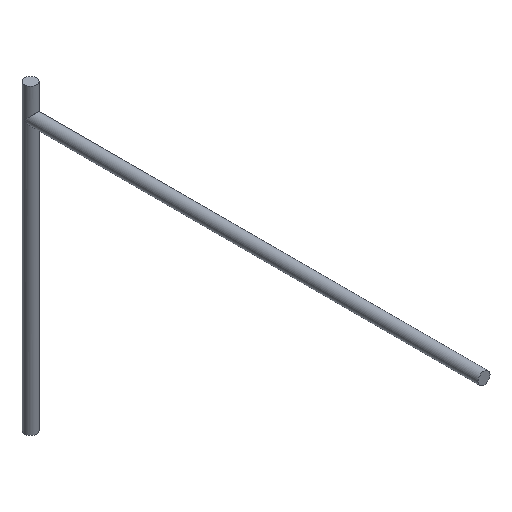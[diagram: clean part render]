
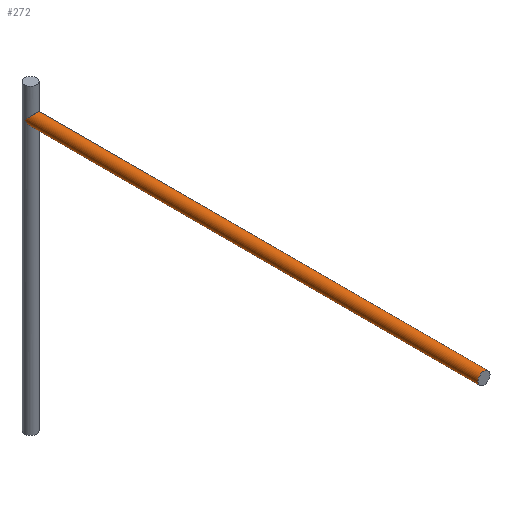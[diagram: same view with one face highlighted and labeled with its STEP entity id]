
A CAD part, isometric view. The second image highlights one B-rep face of the part: STEP entity #272.
In plain terms, the highlighted cylindrical face has radius 2 mm (diameter 4 mm), a full revolution.
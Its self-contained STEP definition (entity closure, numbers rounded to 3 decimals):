
#22 = VERTEX_POINT('',#23);
#23 = CARTESIAN_POINT('',(2.,0.,40.));
#32 = CYLINDRICAL_SURFACE('',#33,2.);
#33 = AXIS2_PLACEMENT_3D('',#34,#35,#36);
#34 = CARTESIAN_POINT('',(0.,0.,-50.));
#35 = DIRECTION('',(-0.,-0.,1.));
#36 = DIRECTION('',(1.,-0.,-0.));
#140 = EDGE_CURVE('',#22,#141,#143,.T.);
#141 = VERTEX_POINT('',#142);
#142 = CARTESIAN_POINT('',(-2.,0.,40.));
#143 = SURFACE_CURVE('',#144,(#149,#169),.PCURVE_S1.);
#144 = ELLIPSE('',#145,2.828,2.);
#145 = AXIS2_PLACEMENT_3D('',#146,#147,#148);
#146 = CARTESIAN_POINT('',(0.,0.,40.));
#147 = DIRECTION('',(0.,0.707,-0.707));
#148 = DIRECTION('',(-0.,0.707,0.707));
#149 = PCURVE('',#32,#150);
#150 = DEFINITIONAL_REPRESENTATION('',(#151),#168);
#151 = B_SPLINE_CURVE_WITH_KNOTS('',8,(#152,#153,#154,#155,#156,#157,
    #158,#159,#160,#161,#162,#163,#164,#165,#166,#167),.UNSPECIFIED.,.F.
  ,.F.,(9,7,9),(1.571,3.142,4.712),
  .UNSPECIFIED.);
#152 = CARTESIAN_POINT('',(0.,90.));
#153 = CARTESIAN_POINT('',(-0.196,89.607));
#154 = CARTESIAN_POINT('',(-0.393,89.215));
#155 = CARTESIAN_POINT('',(-0.589,88.845));
#156 = CARTESIAN_POINT('',(-0.785,88.521));
#157 = CARTESIAN_POINT('',(-0.982,88.264));
#158 = CARTESIAN_POINT('',(-1.178,88.088));
#159 = CARTESIAN_POINT('',(-1.374,88.));
#160 = CARTESIAN_POINT('',(-1.767,88.));
#161 = CARTESIAN_POINT('',(-1.963,88.088));
#162 = CARTESIAN_POINT('',(-2.16,88.264));
#163 = CARTESIAN_POINT('',(-2.356,88.521));
#164 = CARTESIAN_POINT('',(-2.553,88.845));
#165 = CARTESIAN_POINT('',(-2.749,89.215));
#166 = CARTESIAN_POINT('',(-2.945,89.607));
#167 = CARTESIAN_POINT('',(-3.142,90.));
#168 = ( GEOMETRIC_REPRESENTATION_CONTEXT(2) 
PARAMETRIC_REPRESENTATION_CONTEXT() REPRESENTATION_CONTEXT('2D SPACE',''
  ) );
#169 = PCURVE('',#170,#175);
#170 = CYLINDRICAL_SURFACE('',#171,2.);
#171 = AXIS2_PLACEMENT_3D('',#172,#173,#174);
#172 = CARTESIAN_POINT('',(0.,0.,40.));
#173 = DIRECTION('',(-0.,-1.,0.));
#174 = DIRECTION('',(1.,-0.,-0.));
#175 = DEFINITIONAL_REPRESENTATION('',(#176),#193);
#176 = B_SPLINE_CURVE_WITH_KNOTS('',8,(#177,#178,#179,#180,#181,#182,
    #183,#184,#185,#186,#187,#188,#189,#190,#191,#192),.UNSPECIFIED.,.F.
  ,.F.,(9,7,9),(1.571,3.142,4.712),
  .UNSPECIFIED.);
#177 = CARTESIAN_POINT('',(0.,0.));
#178 = CARTESIAN_POINT('',(-0.196,0.393));
#179 = CARTESIAN_POINT('',(-0.393,0.785));
#180 = CARTESIAN_POINT('',(-0.589,1.155));
#181 = CARTESIAN_POINT('',(-0.785,1.479));
#182 = CARTESIAN_POINT('',(-0.982,1.736));
#183 = CARTESIAN_POINT('',(-1.178,1.912));
#184 = CARTESIAN_POINT('',(-1.374,2.));
#185 = CARTESIAN_POINT('',(-1.767,2.));
#186 = CARTESIAN_POINT('',(-1.963,1.912));
#187 = CARTESIAN_POINT('',(-2.16,1.736));
#188 = CARTESIAN_POINT('',(-2.356,1.479));
#189 = CARTESIAN_POINT('',(-2.553,1.155));
#190 = CARTESIAN_POINT('',(-2.749,0.785));
#191 = CARTESIAN_POINT('',(-2.945,0.393));
#192 = CARTESIAN_POINT('',(-3.142,0.));
#193 = ( GEOMETRIC_REPRESENTATION_CONTEXT(2) 
PARAMETRIC_REPRESENTATION_CONTEXT() REPRESENTATION_CONTEXT('2D SPACE',''
  ) );
#195 = EDGE_CURVE('',#22,#196,#198,.T.);
#196 = VERTEX_POINT('',#197);
#197 = CARTESIAN_POINT('',(0.,-2.,42.));
#198 = SURFACE_CURVE('',#199,(#204,#217),.PCURVE_S1.);
#199 = ELLIPSE('',#200,2.828,2.);
#200 = AXIS2_PLACEMENT_3D('',#201,#202,#203);
#201 = CARTESIAN_POINT('',(0.,0.,40.));
#202 = DIRECTION('',(0.,-0.707,-0.707));
#203 = DIRECTION('',(-0.,-0.707,0.707));
#204 = PCURVE('',#32,#205);
#205 = DEFINITIONAL_REPRESENTATION('',(#206),#216);
#206 = B_SPLINE_CURVE_WITH_KNOTS('',8,(#207,#208,#209,#210,#211,#212,
    #213,#214,#215),.UNSPECIFIED.,.F.,.F.,(9,9),(4.712,
    6.283),.PIECEWISE_BEZIER_KNOTS.);
#207 = CARTESIAN_POINT('',(0.,90.));
#208 = CARTESIAN_POINT('',(-0.196,90.393));
#209 = CARTESIAN_POINT('',(-0.393,90.785));
#210 = CARTESIAN_POINT('',(-0.589,91.155));
#211 = CARTESIAN_POINT('',(-0.785,91.479));
#212 = CARTESIAN_POINT('',(-0.982,91.736));
#213 = CARTESIAN_POINT('',(-1.178,91.912));
#214 = CARTESIAN_POINT('',(-1.374,92.));
#215 = CARTESIAN_POINT('',(-1.571,92.));
#216 = ( GEOMETRIC_REPRESENTATION_CONTEXT(2) 
PARAMETRIC_REPRESENTATION_CONTEXT() REPRESENTATION_CONTEXT('2D SPACE',''
  ) );
#217 = PCURVE('',#170,#218);
#218 = DEFINITIONAL_REPRESENTATION('',(#219),#229);
#219 = B_SPLINE_CURVE_WITH_KNOTS('',8,(#220,#221,#222,#223,#224,#225,
    #226,#227,#228),.UNSPECIFIED.,.F.,.F.,(9,9),(4.712,
    6.283),.PIECEWISE_BEZIER_KNOTS.);
#220 = CARTESIAN_POINT('',(-6.283,0.));
#221 = CARTESIAN_POINT('',(-6.087,0.393));
#222 = CARTESIAN_POINT('',(-5.89,0.785));
#223 = CARTESIAN_POINT('',(-5.694,1.155));
#224 = CARTESIAN_POINT('',(-5.498,1.479));
#225 = CARTESIAN_POINT('',(-5.301,1.736));
#226 = CARTESIAN_POINT('',(-5.105,1.912));
#227 = CARTESIAN_POINT('',(-4.909,2.));
#228 = CARTESIAN_POINT('',(-4.712,2.));
#229 = ( GEOMETRIC_REPRESENTATION_CONTEXT(2) 
PARAMETRIC_REPRESENTATION_CONTEXT() REPRESENTATION_CONTEXT('2D SPACE',''
  ) );
#231 = EDGE_CURVE('',#196,#141,#232,.T.);
#232 = SURFACE_CURVE('',#233,(#238,#251),.PCURVE_S1.);
#233 = ELLIPSE('',#234,2.828,2.);
#234 = AXIS2_PLACEMENT_3D('',#235,#236,#237);
#235 = CARTESIAN_POINT('',(0.,0.,40.));
#236 = DIRECTION('',(0.,-0.707,-0.707));
#237 = DIRECTION('',(-0.,-0.707,0.707));
#238 = PCURVE('',#32,#239);
#239 = DEFINITIONAL_REPRESENTATION('',(#240),#250);
#240 = B_SPLINE_CURVE_WITH_KNOTS('',8,(#241,#242,#243,#244,#245,#246,
    #247,#248,#249),.UNSPECIFIED.,.F.,.F.,(9,9),(0.,1.571),
  .PIECEWISE_BEZIER_KNOTS.);
#241 = CARTESIAN_POINT('',(-1.571,92.));
#242 = CARTESIAN_POINT('',(-1.767,92.));
#243 = CARTESIAN_POINT('',(-1.963,91.912));
#244 = CARTESIAN_POINT('',(-2.16,91.736));
#245 = CARTESIAN_POINT('',(-2.356,91.479));
#246 = CARTESIAN_POINT('',(-2.553,91.155));
#247 = CARTESIAN_POINT('',(-2.749,90.785));
#248 = CARTESIAN_POINT('',(-2.945,90.393));
#249 = CARTESIAN_POINT('',(-3.142,90.));
#250 = ( GEOMETRIC_REPRESENTATION_CONTEXT(2) 
PARAMETRIC_REPRESENTATION_CONTEXT() REPRESENTATION_CONTEXT('2D SPACE',''
  ) );
#251 = PCURVE('',#170,#252);
#252 = DEFINITIONAL_REPRESENTATION('',(#253),#263);
#253 = B_SPLINE_CURVE_WITH_KNOTS('',8,(#254,#255,#256,#257,#258,#259,
    #260,#261,#262),.UNSPECIFIED.,.F.,.F.,(9,9),(0.,1.571),
  .PIECEWISE_BEZIER_KNOTS.);
#254 = CARTESIAN_POINT('',(-4.712,2.));
#255 = CARTESIAN_POINT('',(-4.516,2.));
#256 = CARTESIAN_POINT('',(-4.32,1.912));
#257 = CARTESIAN_POINT('',(-4.123,1.736));
#258 = CARTESIAN_POINT('',(-3.927,1.479));
#259 = CARTESIAN_POINT('',(-3.731,1.155));
#260 = CARTESIAN_POINT('',(-3.534,0.785));
#261 = CARTESIAN_POINT('',(-3.338,0.393));
#262 = CARTESIAN_POINT('',(-3.142,0.));
#263 = ( GEOMETRIC_REPRESENTATION_CONTEXT(2) 
PARAMETRIC_REPRESENTATION_CONTEXT() REPRESENTATION_CONTEXT('2D SPACE',''
  ) );
#272 = ADVANCED_FACE('',(#273),#170,.T.);
#273 = FACE_BOUND('',#274,.F.);
#274 = EDGE_LOOP('',(#275,#298,#329,#330,#331,#332));
#275 = ORIENTED_EDGE('',*,*,#276,.T.);
#276 = EDGE_CURVE('',#22,#277,#279,.T.);
#277 = VERTEX_POINT('',#278);
#278 = CARTESIAN_POINT('',(2.,-150.,40.));
#279 = SEAM_CURVE('',#280,(#284,#291),.PCURVE_S1.);
#280 = LINE('',#281,#282);
#281 = CARTESIAN_POINT('',(2.,0.,40.));
#282 = VECTOR('',#283,1.);
#283 = DIRECTION('',(-0.,-1.,0.));
#284 = PCURVE('',#170,#285);
#285 = DEFINITIONAL_REPRESENTATION('',(#286),#290);
#286 = LINE('',#287,#288);
#287 = CARTESIAN_POINT('',(-6.283,0.));
#288 = VECTOR('',#289,1.);
#289 = DIRECTION('',(-0.,1.));
#290 = ( GEOMETRIC_REPRESENTATION_CONTEXT(2) 
PARAMETRIC_REPRESENTATION_CONTEXT() REPRESENTATION_CONTEXT('2D SPACE',''
  ) );
#291 = PCURVE('',#170,#292);
#292 = DEFINITIONAL_REPRESENTATION('',(#293),#297);
#293 = LINE('',#294,#295);
#294 = CARTESIAN_POINT('',(0.,0.));
#295 = VECTOR('',#296,1.);
#296 = DIRECTION('',(-0.,1.));
#297 = ( GEOMETRIC_REPRESENTATION_CONTEXT(2) 
PARAMETRIC_REPRESENTATION_CONTEXT() REPRESENTATION_CONTEXT('2D SPACE',''
  ) );
#298 = ORIENTED_EDGE('',*,*,#299,.F.);
#299 = EDGE_CURVE('',#277,#277,#300,.T.);
#300 = SURFACE_CURVE('',#301,(#306,#313),.PCURVE_S1.);
#301 = CIRCLE('',#302,2.);
#302 = AXIS2_PLACEMENT_3D('',#303,#304,#305);
#303 = CARTESIAN_POINT('',(0.,-150.,40.));
#304 = DIRECTION('',(0.,1.,0.));
#305 = DIRECTION('',(1.,-0.,-0.));
#306 = PCURVE('',#170,#307);
#307 = DEFINITIONAL_REPRESENTATION('',(#308),#312);
#308 = LINE('',#309,#310);
#309 = CARTESIAN_POINT('',(-0.,150.));
#310 = VECTOR('',#311,1.);
#311 = DIRECTION('',(-1.,0.));
#312 = ( GEOMETRIC_REPRESENTATION_CONTEXT(2) 
PARAMETRIC_REPRESENTATION_CONTEXT() REPRESENTATION_CONTEXT('2D SPACE',''
  ) );
#313 = PCURVE('',#314,#319);
#314 = PLANE('',#315);
#315 = AXIS2_PLACEMENT_3D('',#316,#317,#318);
#316 = CARTESIAN_POINT('',(0.,-150.,40.));
#317 = DIRECTION('',(-0.,-1.,0.));
#318 = DIRECTION('',(-1.,0.,0.));
#319 = DEFINITIONAL_REPRESENTATION('',(#320),#328);
#320 = ( BOUNDED_CURVE() B_SPLINE_CURVE(2,(#321,#322,#323,#324,#325,#326
,#327),.UNSPECIFIED.,.T.,.F.) B_SPLINE_CURVE_WITH_KNOTS((1,2,2,2,2,1),(
    -2.094,0.,2.094,4.189,6.283,
8.378),.UNSPECIFIED.) CURVE() GEOMETRIC_REPRESENTATION_ITEM() 
RATIONAL_B_SPLINE_CURVE((1.,0.5,1.,0.5,1.,0.5,1.)) REPRESENTATION_ITEM(
  '') );
#321 = CARTESIAN_POINT('',(-2.,0.));
#322 = CARTESIAN_POINT('',(-2.,3.464));
#323 = CARTESIAN_POINT('',(1.,1.732));
#324 = CARTESIAN_POINT('',(4.,0.));
#325 = CARTESIAN_POINT('',(1.,-1.732));
#326 = CARTESIAN_POINT('',(-2.,-3.464));
#327 = CARTESIAN_POINT('',(-2.,0.));
#328 = ( GEOMETRIC_REPRESENTATION_CONTEXT(2) 
PARAMETRIC_REPRESENTATION_CONTEXT() REPRESENTATION_CONTEXT('2D SPACE',''
  ) );
#329 = ORIENTED_EDGE('',*,*,#276,.F.);
#330 = ORIENTED_EDGE('',*,*,#140,.T.);
#331 = ORIENTED_EDGE('',*,*,#231,.F.);
#332 = ORIENTED_EDGE('',*,*,#195,.F.);
